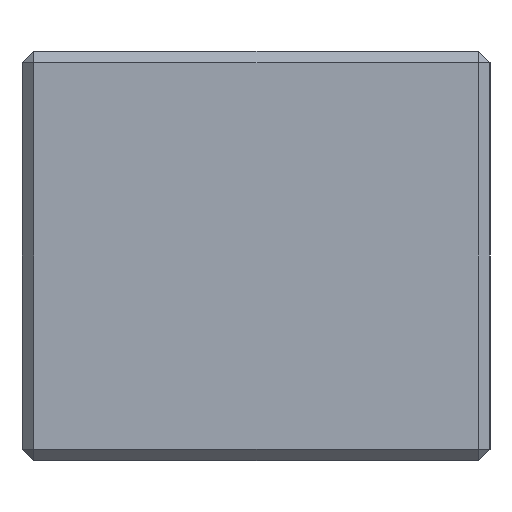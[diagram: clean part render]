
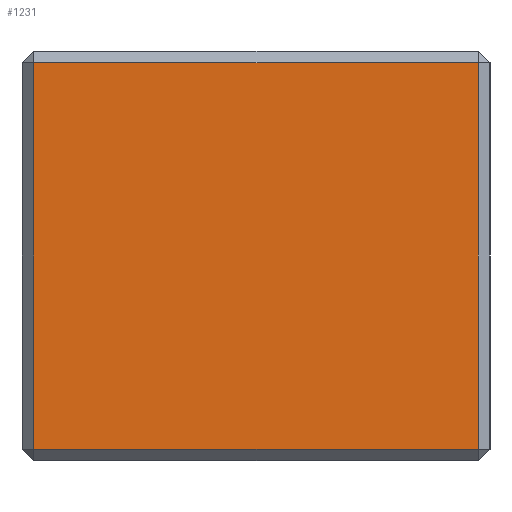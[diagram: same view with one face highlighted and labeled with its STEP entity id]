
A CAD part, left-side view. The second image highlights one B-rep face of the part: STEP entity #1231.
In plain terms, the highlighted planar face has unit normal (-1, 0, 0).
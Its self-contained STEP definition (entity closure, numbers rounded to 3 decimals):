
#1076 = VERTEX_POINT('',#1077);
#1077 = CARTESIAN_POINT('',(-1.6,-0.76,0.04));
#1101 = VERTEX_POINT('',#1102);
#1102 = CARTESIAN_POINT('',(-1.6,-0.76,1.36));
#1108 = EDGE_CURVE('',#1076,#1101,#1109,.T.);
#1109 = LINE('',#1110,#1111);
#1110 = CARTESIAN_POINT('',(-1.6,-0.76,0.));
#1111 = VECTOR('',#1112,1.);
#1112 = DIRECTION('',(0.,0.,1.));
#1139 = VERTEX_POINT('',#1140);
#1140 = CARTESIAN_POINT('',(-1.6,0.76,0.04));
#1164 = EDGE_CURVE('',#1139,#1076,#1165,.T.);
#1165 = LINE('',#1166,#1167);
#1166 = CARTESIAN_POINT('',(-1.6,0.8,0.04));
#1167 = VECTOR('',#1168,1.);
#1168 = DIRECTION('',(0.,-1.,0.));
#1179 = VERTEX_POINT('',#1180);
#1180 = CARTESIAN_POINT('',(-1.6,0.76,1.36));
#1204 = EDGE_CURVE('',#1179,#1139,#1205,.T.);
#1205 = LINE('',#1206,#1207);
#1206 = CARTESIAN_POINT('',(-1.6,0.76,1.4));
#1207 = VECTOR('',#1208,1.);
#1208 = DIRECTION('',(0.,0.,-1.));
#1221 = EDGE_CURVE('',#1101,#1179,#1222,.T.);
#1222 = LINE('',#1223,#1224);
#1223 = CARTESIAN_POINT('',(-1.6,-0.8,1.36));
#1224 = VECTOR('',#1225,1.);
#1225 = DIRECTION('',(0.,1.,0.));
#1231 = ADVANCED_FACE('',(#1232),#1238,.F.);
#1232 = FACE_BOUND('',#1233,.F.);
#1233 = EDGE_LOOP('',(#1234,#1235,#1236,#1237));
#1234 = ORIENTED_EDGE('',*,*,#1221,.F.);
#1235 = ORIENTED_EDGE('',*,*,#1108,.F.);
#1236 = ORIENTED_EDGE('',*,*,#1164,.F.);
#1237 = ORIENTED_EDGE('',*,*,#1204,.F.);
#1238 = PLANE('',#1239);
#1239 = AXIS2_PLACEMENT_3D('',#1240,#1241,#1242);
#1240 = CARTESIAN_POINT('',(-1.6,-0.8,1.4));
#1241 = DIRECTION('',(1.,0.,0.));
#1242 = DIRECTION('',(0.,1.,0.));
